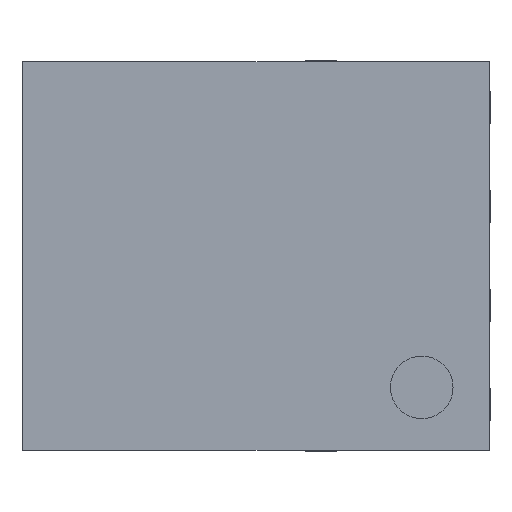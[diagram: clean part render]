
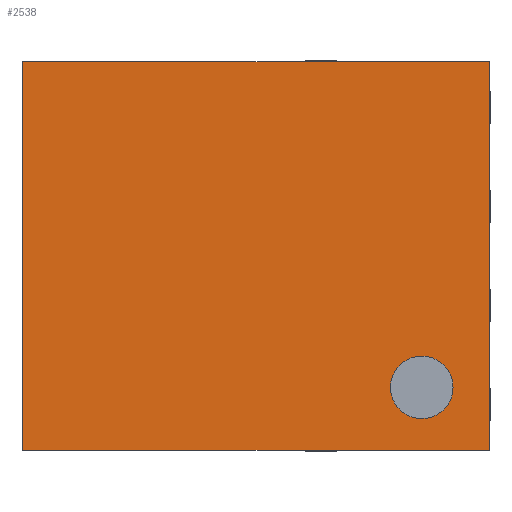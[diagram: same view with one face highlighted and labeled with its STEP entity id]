
A CAD part, top view. The second image highlights one B-rep face of the part: STEP entity #2538.
In plain terms, the highlighted planar face has unit normal (0, 0, 1).
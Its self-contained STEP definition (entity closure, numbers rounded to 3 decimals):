
#2385=CARTESIAN_POINT('',(2.535,-1.691,0.99));
#2386=VERTEX_POINT('',#2385);
#2387=CARTESIAN_POINT('',(2.132,-1.691,0.99));
#2388=DIRECTION('',(0.0,0.0,-1.0));
#2389=DIRECTION('',(-1.0,0.0,0.0));
#2390=AXIS2_PLACEMENT_3D('',#2387,#2388,#2389);
#2391=CIRCLE('',#2390,0.403);
#2392=EDGE_CURVE('',#2386,#2386,#2391,.T.);
#2415=CARTESIAN_POINT('',(3.0,2.5,0.99));
#2416=VERTEX_POINT('',#2415);
#2423=CARTESIAN_POINT('',(3.0,-2.5,0.99));
#2424=VERTEX_POINT('',#2423);
#2425=CARTESIAN_POINT('',(3.0,-2.5,0.99));
#2426=DIRECTION('',(0.0,1.0,0.0));
#2427=VECTOR('',#2426,5.0);
#2428=LINE('',#2425,#2427);
#2429=EDGE_CURVE('',#2424,#2416,#2428,.T.);
#2454=CARTESIAN_POINT('',(-3.0,-2.5,0.99));
#2455=VERTEX_POINT('',#2454);
#2456=CARTESIAN_POINT('',(-3.0,-2.5,0.99));
#2457=DIRECTION('',(1.0,0.0,0.0));
#2458=VECTOR('',#2457,6.);
#2459=LINE('',#2456,#2458);
#2460=EDGE_CURVE('',#2455,#2424,#2459,.T.);
#2485=CARTESIAN_POINT('',(-3.0,2.5,0.99));
#2486=VERTEX_POINT('',#2485);
#2487=CARTESIAN_POINT('',(-3.0,2.5,0.99));
#2488=DIRECTION('',(0.0,-1.0,0.0));
#2489=VECTOR('',#2488,5.0);
#2490=LINE('',#2487,#2489);
#2491=EDGE_CURVE('',#2486,#2455,#2490,.T.);
#2514=CARTESIAN_POINT('',(3.0,2.5,0.99));
#2515=DIRECTION('',(-1.0,0.0,0.0));
#2516=VECTOR('',#2515,6.);
#2517=LINE('',#2514,#2516);
#2518=EDGE_CURVE('',#2416,#2486,#2517,.T.);
#2524=CARTESIAN_POINT('',(0.0,0.0,0.99));
#2525=DIRECTION('',(0.0,0.0,1.0));
#2526=DIRECTION('',(1.0,0.0,0.0));
#2527=AXIS2_PLACEMENT_3D('',#2524,#2525,#2526);
#2528=PLANE('',#2527);
#2529=ORIENTED_EDGE('',*,*,#2518,.T.);
#2530=ORIENTED_EDGE('',*,*,#2491,.T.);
#2531=ORIENTED_EDGE('',*,*,#2460,.T.);
#2532=ORIENTED_EDGE('',*,*,#2429,.T.);
#2533=EDGE_LOOP('',(#2529,#2530,#2531,#2532));
#2534=FACE_OUTER_BOUND('',#2533,.T.);
#2535=ORIENTED_EDGE('',*,*,#2392,.T.);
#2536=EDGE_LOOP('',(#2535));
#2537=FACE_BOUND('',#2536,.T.);
#2538=ADVANCED_FACE('',(#2534,#2537),#2528,.T.);
